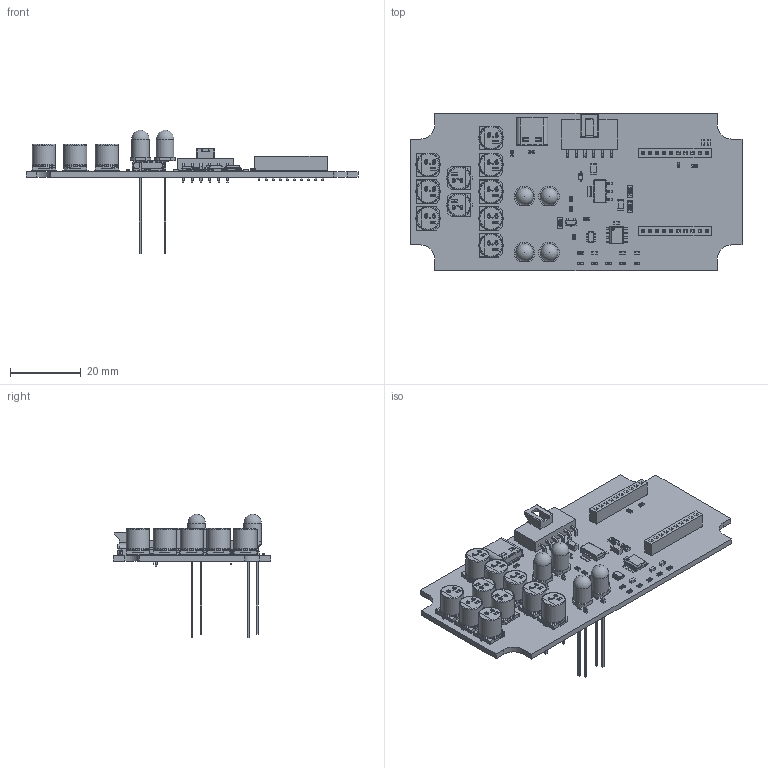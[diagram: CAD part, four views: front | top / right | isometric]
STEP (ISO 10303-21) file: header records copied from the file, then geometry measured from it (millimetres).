
FILE_DESCRIPTION(('Open CASCADE Model'),'2;1');
FILE_NAME('Open CASCADE Shape Model','2024-05-07T15:57:38',('Author'),( 'Open CASCADE'),'Open CASCADE STEP processor 7.5','Open CASCADE 7.5' ,'Unknown');
FILE_SCHEMA(('AUTOMOTIVE_DESIGN { 1 0 10303 214 1 1 1 1 }'));
Length unit declared in the file: millimetre
Products named in the file (67): PCB; Board; Open CASCADE STEP translator 7.5 15.1.1; J11; 62001011821; 6200xx11821; J10; R17; 0603 resistor; R16; 1206 resistor; R15; Q1; sot-23-3-nxp; D5; WL-TMRW_5mm; C19; 0603 cap; C18; C16; 1206 cap; C15; R14; R13; U1; SOT-223; C10; CAP ALSMD - 6.6 x 6.6 x 7.7; C9; C8; C7; C6; C5; C4; C3; C2; C1; D4; SOD-323; D3 ...
Assembly tree (109 placements, depth 4):
  PCB
    Board
      Open CASCADE STEP translator 7.5 15.1.1
    J11
      62001011821
        6200xx11821  x10
        62001011821
    J10
      62001011821
        6200xx11821  x10
        62001011821
    R17
      0603 resistor
    R16
      1206 resistor
    R15
      1206 resistor
    Q1
      sot-23-3-nxp
    D5
      WL-TMRW_5mm
    C19
      0603 cap
    C18
      0603 cap
    C16
      1206 cap
    C15
      1206 cap
    R14
      0603 resistor
    R13
      0603 resistor
    U1
      SOT-223
    C10
      CAP ALSMD - 6.6 x 6.6 x 7.7
    C9
      CAP ALSMD - 6.6 x 6.6 x 7.7
    C8
      CAP ALSMD - 6.6 x 6.6 x 7.7
    C7
      CAP ALSMD - 6.6 x 6.6 x 7.7
    C6
      CAP ALSMD - 6.6 x 6.6 x 7.7
    C5
      CAP ALSMD - 6.6 x 6.6 x 7.7
    C4
      CAP ALSMD - 6.6 x 6.6 x 7.7
    C3
      CAP ALSMD - 6.6 x 6.6 x 7.7
    C2
      CAP ALSMD - 6.6 x 6.6 x 7.7
    C1
      CAP ALSMD - 6.6 x 6.6 x 7.7
    D4
      SOD-323
    D3
      WL-TMRW_5mm
    D2
Bounding box: 94 x 44.5 x 35 mm (x, y, z)
Volume: 10718.9 mm3; surface area: 15630.6 mm2
Topology: 86 solids, 86 shells, 7344 faces, 20334 edges, 13302 vertices
Faces by surface type: plane 3632, cylinder 1646, bspline 1588, torus 274, sphere 192, cone 12
Full cylindrical faces by diameter (mm): 0.5 x1, 0.8 x40, 5 x4, 6.05 x10, 6.55 x20
Entity records: 75063 total; most frequent: CARTESIAN_POINT 14396, ORIENTED_EDGE 10976, DIRECTION 10231, EDGE_CURVE 5488, LINE 4007, VECTOR 4007, VERTEX_POINT 3523, AXIS2_PLACEMENT_3D 3112
